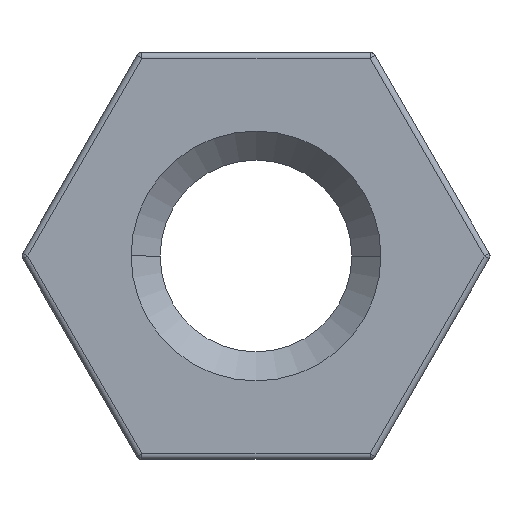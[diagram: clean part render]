
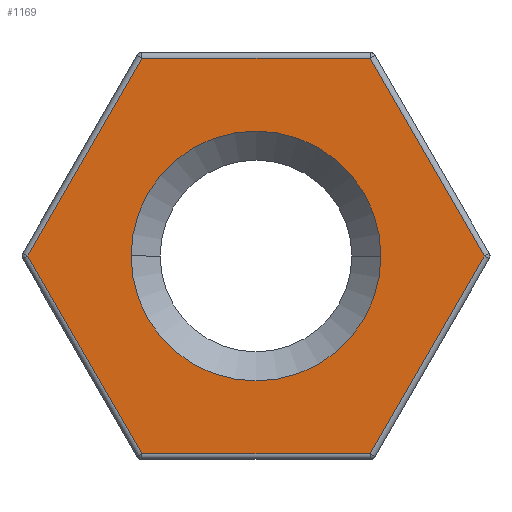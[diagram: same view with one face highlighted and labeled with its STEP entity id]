
A CAD part, left-side view. The second image highlights one B-rep face of the part: STEP entity #1169.
In plain terms, the highlighted planar face has unit normal (-1, 0, 0).
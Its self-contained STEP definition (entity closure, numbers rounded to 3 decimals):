
#9 = VECTOR ( 'NONE', #188, 1000. ) ;
#21 = VERTEX_POINT ( 'NONE', #830 ) ;
#27 = EDGE_LOOP ( 'NONE', ( #882, #728 ) ) ;
#40 = DIRECTION ( 'NONE',  ( 0., -0.5, 0.866 ) ) ;
#53 = ORIENTED_EDGE ( 'NONE', *, *, #388, .T. ) ;
#57 = VECTOR ( 'NONE', #40, 1000. ) ;
#63 = LINE ( 'NONE', #76, #57 ) ;
#76 = CARTESIAN_POINT ( 'NONE',  ( 0., -2.944, -1.7 ) ) ;
#82 = AXIS2_PLACEMENT_3D ( 'NONE', #698, #690, #689 ) ;
#84 = LINE ( 'NONE', #124, #534 ) ;
#95 = CIRCLE ( 'NONE', #1063, 2.15 ) ;
#118 = LINE ( 'NONE', #1215, #727 ) ;
#122 = DIRECTION ( 'NONE',  ( 0., -0.5, -0.866 ) ) ;
#124 = CARTESIAN_POINT ( 'NONE',  ( 0., 2.944, -1.7 ) ) ;
#128 = DIRECTION ( 'NONE',  ( 0., 1., 0. ) ) ;
#131 = EDGE_CURVE ( 'NONE', #700, #726, #355, .T. ) ;
#132 = DIRECTION ( 'NONE',  ( 1., 0., 0. ) ) ;
#135 = CARTESIAN_POINT ( 'NONE',  ( 0., 0., 0. ) ) ;
#177 = CARTESIAN_POINT ( 'NONE',  ( 0., -1.963, 3.4 ) ) ;
#184 = DIRECTION ( 'NONE',  ( 1., 0., 0. ) ) ;
#188 = DIRECTION ( 'NONE',  ( 0., 0.5, -0.866 ) ) ;
#192 = VECTOR ( 'NONE', #334, 1000. ) ;
#207 = LINE ( 'NONE', #325, #192 ) ;
#209 = EDGE_CURVE ( 'NONE', #743, #421, #207, .T. ) ;
#265 = CARTESIAN_POINT ( 'NONE',  ( 0., 3.926, 0. ) ) ;
#273 = EDGE_CURVE ( 'NONE', #726, #700, #95, .T. ) ;
#277 = CARTESIAN_POINT ( 'NONE',  ( 0., 2.944, 1.7 ) ) ;
#287 = EDGE_CURVE ( 'NONE', #841, #21, #84, .T. ) ;
#308 = EDGE_CURVE ( 'NONE', #515, #743, #63, .T. ) ;
#325 = CARTESIAN_POINT ( 'NONE',  ( 0., -2.944, 1.7 ) ) ;
#334 = DIRECTION ( 'NONE',  ( 0., 0.5, 0.866 ) ) ;
#346 = EDGE_CURVE ( 'NONE', #432, #841, #550, .T. ) ;
#355 = CIRCLE ( 'NONE', #82, 2.15 ) ;
#365 = EDGE_CURVE ( 'NONE', #421, #432, #960, .T. ) ;
#388 = EDGE_CURVE ( 'NONE', #21, #515, #118, .T. ) ;
#421 = VERTEX_POINT ( 'NONE', #177 ) ;
#432 = VERTEX_POINT ( 'NONE', #980 ) ;
#469 = ORIENTED_EDGE ( 'NONE', *, *, #346, .T. ) ;
#481 = CARTESIAN_POINT ( 'NONE',  ( 0., -3.926, 0. ) ) ;
#508 = ORIENTED_EDGE ( 'NONE', *, *, #308, .T. ) ;
#515 = VERTEX_POINT ( 'NONE', #1194 ) ;
#534 = VECTOR ( 'NONE', #122, 1000. ) ;
#536 = FACE_BOUND ( 'NONE', #27, .T. ) ;
#550 = LINE ( 'NONE', #277, #9 ) ;
#632 = ORIENTED_EDGE ( 'NONE', *, *, #365, .T. ) ;
#662 = EDGE_LOOP ( 'NONE', ( #828, #632, #469, #852, #53, #508 ) ) ;
#689 = DIRECTION ( 'NONE',  ( 0., 1., 0. ) ) ;
#690 = DIRECTION ( 'NONE',  ( 1., 0., 0. ) ) ;
#698 = CARTESIAN_POINT ( 'NONE',  ( 0., 0., 0. ) ) ;
#700 = VERTEX_POINT ( 'NONE', #1109 ) ;
#726 = VERTEX_POINT ( 'NONE', #1108 ) ;
#727 = VECTOR ( 'NONE', #817, 1000. ) ;
#728 = ORIENTED_EDGE ( 'NONE', *, *, #131, .T. ) ;
#743 = VERTEX_POINT ( 'NONE', #481 ) ;
#817 = DIRECTION ( 'NONE',  ( 0., -1., 0. ) ) ;
#828 = ORIENTED_EDGE ( 'NONE', *, *, #209, .T. ) ;
#830 = CARTESIAN_POINT ( 'NONE',  ( 0., 1.963, -3.4 ) ) ;
#841 = VERTEX_POINT ( 'NONE', #265 ) ;
#852 = ORIENTED_EDGE ( 'NONE', *, *, #287, .T. ) ;
#882 = ORIENTED_EDGE ( 'NONE', *, *, #273, .T. ) ;
#922 = DIRECTION ( 'NONE',  ( 0., 1., 0. ) ) ;
#947 = AXIS2_PLACEMENT_3D ( 'NONE', #1046, #184, #1124 ) ;
#960 = LINE ( 'NONE', #1250, #1047 ) ;
#980 = CARTESIAN_POINT ( 'NONE',  ( 0., 1.963, 3.4 ) ) ;
#1033 = FACE_OUTER_BOUND ( 'NONE', #662, .T. ) ;
#1046 = CARTESIAN_POINT ( 'NONE',  ( 0., 0., 0. ) ) ;
#1047 = VECTOR ( 'NONE', #922, 1000. ) ;
#1063 = AXIS2_PLACEMENT_3D ( 'NONE', #135, #132, #128 ) ;
#1084 = PLANE ( 'NONE',  #947 ) ;
#1108 = CARTESIAN_POINT ( 'NONE',  ( 0., 2.15, 0. ) ) ;
#1109 = CARTESIAN_POINT ( 'NONE',  ( 0., -2.15, 0. ) ) ;
#1124 = DIRECTION ( 'NONE',  ( 0., 1., 0. ) ) ;
#1169 = ADVANCED_FACE ( 'NONE', ( #1033, #536 ), #1084, .F. ) ;
#1194 = CARTESIAN_POINT ( 'NONE',  ( 0., -1.963, -3.4 ) ) ;
#1215 = CARTESIAN_POINT ( 'NONE',  ( 0., 0., -3.4 ) ) ;
#1250 = CARTESIAN_POINT ( 'NONE',  ( 0., 0., 3.4 ) ) ;
